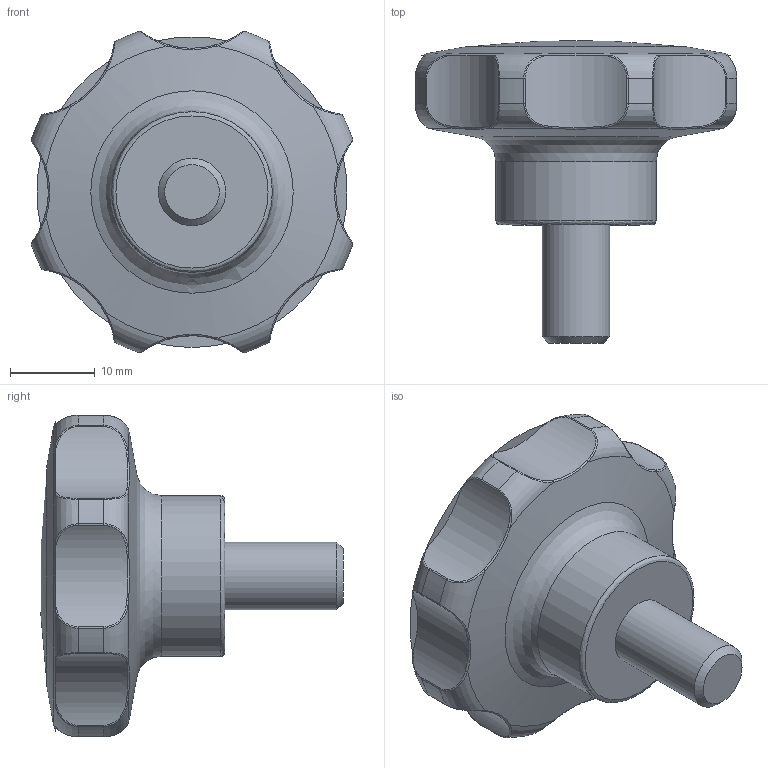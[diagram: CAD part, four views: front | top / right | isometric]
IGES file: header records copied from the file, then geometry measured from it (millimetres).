
Global section: file name: 620006.stp.ipt; native system: Autodesk Inventor 2014; preprocessor: unknown; author: zeman; date: 20151016.101858; units: millimetre
Bounding box: 38.07 x 35.81 x 38.07 mm (x, y, z)
Volume: 14382.5 mm3; surface area: 7145.7 mm2
Topology: 3 solids, 3 shells, 133 faces, 320 edges, 198 vertices
Faces by surface type: bspline 40, cylinder 30, plane 30, revolution 22, cone 10, sphere 1
Full cylindrical faces by diameter (mm): 7.323 x1, 8 x1, 11.4 x1, 19 x1, 23 x1, 26 x1
